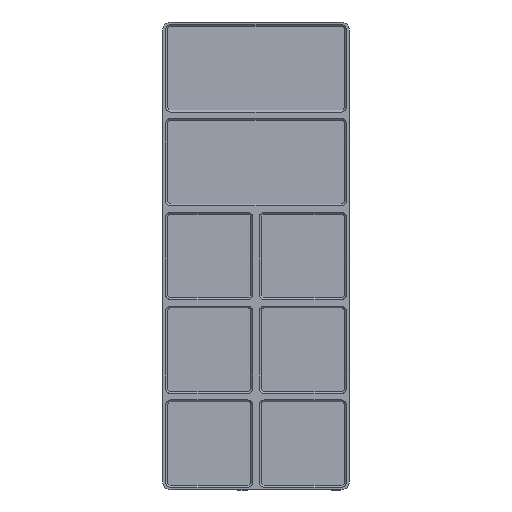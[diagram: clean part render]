
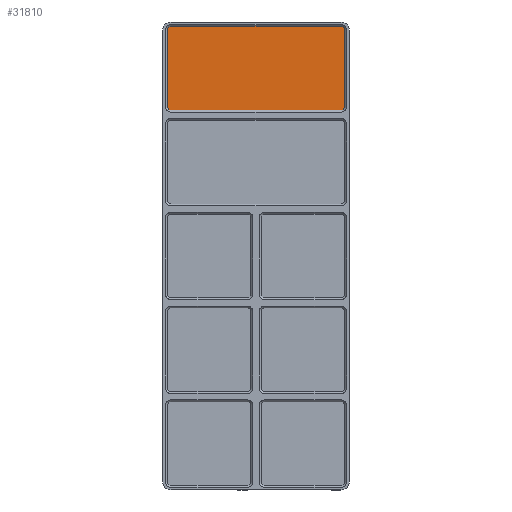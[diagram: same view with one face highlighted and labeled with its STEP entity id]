
A CAD part, top view. The second image highlights one B-rep face of the part: STEP entity #31810.
In plain terms, the highlighted planar face has unit normal (0, 0, 1).
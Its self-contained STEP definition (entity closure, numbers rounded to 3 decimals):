
#14950=CARTESIAN_POINT('',(213.85,254.25,7.));
#14960=VERTEX_POINT('',#14950);
#14990=CARTESIAN_POINT('',(247.,254.25,7.));
#15000=DIRECTION('',(-1.,0.,0.));
#15010=VECTOR('',#15000,1.);
#15020=LINE('',#14990,#15010);
#15030=CARTESIAN_POINT('',(290.15,254.25,7.));
#15040=VERTEX_POINT('',#15030);
#15050=EDGE_CURVE('',#15040,#14960,#15020,.T.);
#21650=CARTESIAN_POINT('',(291.75,289.,7.));
#21660=DIRECTION('',(0.,-1.,0.));
#21670=VECTOR('',#21660,1.);
#21680=LINE('',#21650,#21670);
#21690=CARTESIAN_POINT('',(291.75,290.15,7.));
#21700=VERTEX_POINT('',#21690);
#21710=CARTESIAN_POINT('',(291.75,255.85,7.));
#21720=VERTEX_POINT('',#21710);
#21730=EDGE_CURVE('',#21700,#21720,#21680,.T.);
#29730=CARTESIAN_POINT('',(212.25,255.85,7.));
#29740=VERTEX_POINT('',#29730);
#29770=CARTESIAN_POINT('',(213.85,255.85,7.));
#29780=DIRECTION('',(0.,0.,-1.));
#29790=DIRECTION('',(-1.,0.,0.));
#29800=AXIS2_PLACEMENT_3D('',#29770,#29780,#29790);
#29810=CIRCLE('',#29800,1.6);
#29820=EDGE_CURVE('',#14960,#29740,#29810,.T.);
#30830=CARTESIAN_POINT('',(290.15,291.75,7.));
#30840=VERTEX_POINT('',#30830);
#30870=CARTESIAN_POINT('',(257.,291.75,7.));
#30880=DIRECTION('',(1.,0.,0.));
#30890=VECTOR('',#30880,1.);
#30900=LINE('',#30870,#30890);
#30910=CARTESIAN_POINT('',(213.85,291.75,7.));
#30920=VERTEX_POINT('',#30910);
#30930=EDGE_CURVE('',#30920,#30840,#30900,.T.);
#31220=CARTESIAN_POINT('',(213.85,290.15,7.));
#31230=DIRECTION('',(0.,0.,-1.));
#31240=DIRECTION('',(-1.,0.,0.));
#31250=AXIS2_PLACEMENT_3D('',#31220,#31230,#31240);
#31260=CIRCLE('',#31250,1.6);
#31270=CARTESIAN_POINT('',(212.25,290.15,7.));
#31280=VERTEX_POINT('',#31270);
#31290=EDGE_CURVE('',#31280,#30920,#31260,.T.);
#31490=CARTESIAN_POINT('',(231.,273.,7.));
#31500=DIRECTION('',(0.,0.,1.));
#31510=DIRECTION('',(1.,0.,0.));
#31520=AXIS2_PLACEMENT_3D('',#31490,#31500,#31510);
#31530=PLANE('',#31520);
#31540=ORIENTED_EDGE('',*,*,#31290,.F.);
#31550=ORIENTED_EDGE('',*,*,#30930,.F.);
#31560=CARTESIAN_POINT('',(290.15,290.15,7.));
#31570=DIRECTION('',(0.,0.,-1.));
#31580=DIRECTION('',(-1.,0.,0.));
#31590=AXIS2_PLACEMENT_3D('',#31560,#31570,#31580);
#31600=CIRCLE('',#31590,1.6);
#31610=EDGE_CURVE('',#30840,#21700,#31600,.T.);
#31620=ORIENTED_EDGE('',*,*,#31610,.F.);
#31630=ORIENTED_EDGE('',*,*,#21730,.F.);
#31640=CARTESIAN_POINT('',(290.15,255.85,7.));
#31650=DIRECTION('',(0.,0.,-1.));
#31660=DIRECTION('',(-1.,0.,0.));
#31670=AXIS2_PLACEMENT_3D('',#31640,#31650,#31660);
#31680=CIRCLE('',#31670,1.6);
#31690=EDGE_CURVE('',#21720,#15040,#31680,.T.);
#31700=ORIENTED_EDGE('',*,*,#31690,.F.);
#31710=ORIENTED_EDGE('',*,*,#15050,.F.);
#31720=ORIENTED_EDGE('',*,*,#29820,.F.);
#31730=CARTESIAN_POINT('',(212.25,257.,7.));
#31740=DIRECTION('',(0.,1.,0.));
#31750=VECTOR('',#31740,1.);
#31760=LINE('',#31730,#31750);
#31770=EDGE_CURVE('',#29740,#31280,#31760,.T.);
#31780=ORIENTED_EDGE('',*,*,#31770,.F.);
#31790=EDGE_LOOP('',(#31780,#31720,#31710,#31700,#31630,#31620,#31550,
#31540));
#31800=FACE_OUTER_BOUND('',#31790,.T.);
#31810=ADVANCED_FACE('',(#31800),#31530,.T.);
